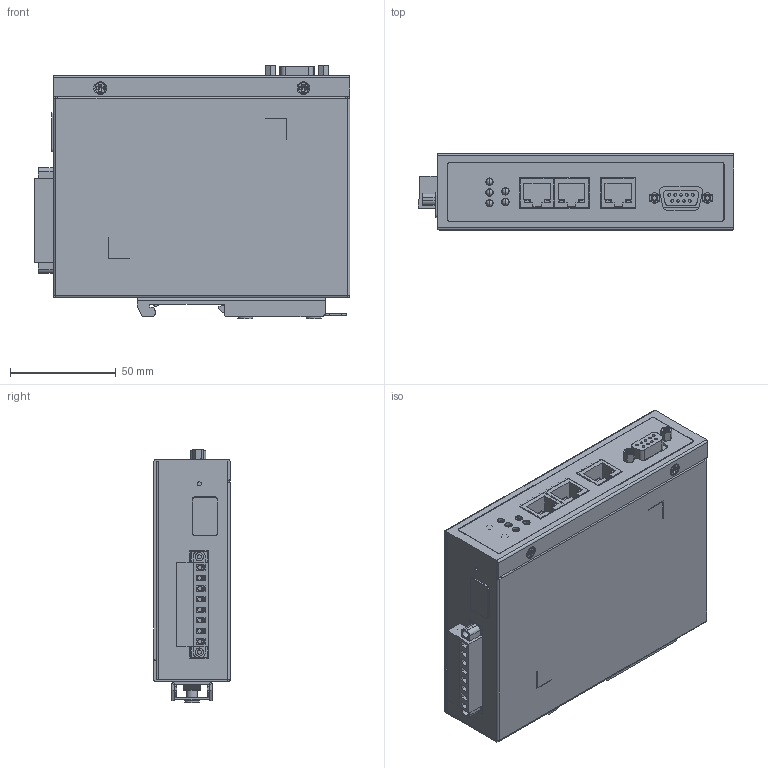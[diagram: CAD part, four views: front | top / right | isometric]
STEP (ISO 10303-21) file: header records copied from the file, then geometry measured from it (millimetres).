
FILE_DESCRIPTION((''),'2;1');
FILE_NAME('3D_MGATE_5119','2021-10-01T15:36:12',('VicWM_Chen'),('PTC'),'CREO PARAMETRIC BY PTC INC, 2018020','CREO PARAMETRIC BY PTC INC, 2018020','');
FILE_SCHEMA(('AUTOMOTIVE_DESIGN { 1 0 10303 214 1 1 1 1 }'));
Products named in the file (1): 3D_MGATE_5119
Bounding box: 149.25 x 36 x 119.59 mm (x, y, z)
Volume: 94973.7 mm3; surface area: 146209.7 mm2
Topology: 1 solids, 12 shells, 2063 faces, 5315 edges, 3421 vertices
Faces by surface type: plane 1015, cylinder 803, torus 91, bspline 88, cone 44, sphere 20, extrusion 2
Entity records: 90820 total; most frequent: CARTESIAN_POINT 28970, ORIENTED_EDGE 10590, DIRECTION 10057, EDGE_CURVE 5295, AXIS2_PLACEMENT_3D 3532, VERTEX_POINT 3421, VECTOR 2993, LINE 2991
